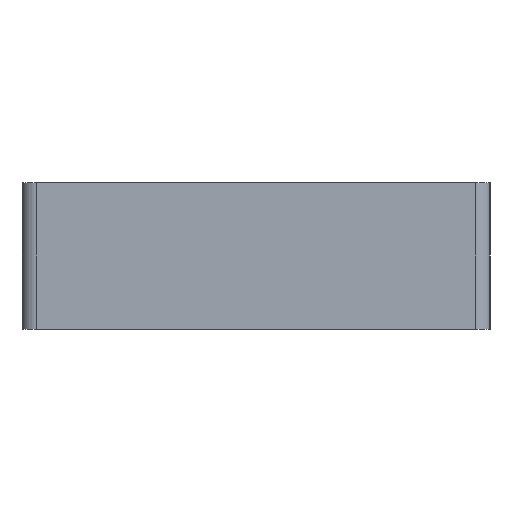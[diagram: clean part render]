
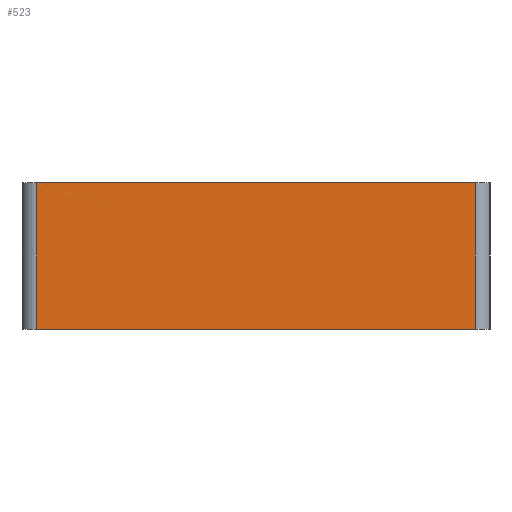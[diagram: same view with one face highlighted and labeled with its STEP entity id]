
A CAD part, left-side view. The second image highlights one B-rep face of the part: STEP entity #523.
In plain terms, the highlighted planar face has unit normal (-1, 0, 0).
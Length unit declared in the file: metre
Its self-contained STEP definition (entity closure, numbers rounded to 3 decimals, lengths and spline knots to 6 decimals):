
#17=PLANE('',#576);
#48=LINE('',#836,#100);
#49=LINE('',#840,#101);
#50=LINE('',#842,#102);
#51=LINE('',#844,#103);
#100=VECTOR('',#674,1.);
#101=VECTOR('',#679,1.);
#102=VECTOR('',#680,1.);
#103=VECTOR('',#681,1.);
#175=ORIENTED_EDGE('',*,*,#321,.F.);
#176=ORIENTED_EDGE('',*,*,#322,.F.);
#177=ORIENTED_EDGE('',*,*,#323,.T.);
#178=ORIENTED_EDGE('',*,*,#319,.T.);
#319=EDGE_CURVE('',#388,#387,#48,.T.);
#321=EDGE_CURVE('',#389,#387,#49,.T.);
#322=EDGE_CURVE('',#390,#389,#50,.T.);
#323=EDGE_CURVE('',#390,#388,#51,.T.);
#387=VERTEX_POINT('',#835);
#388=VERTEX_POINT('',#837);
#389=VERTEX_POINT('',#841);
#390=VERTEX_POINT('',#843);
#454=EDGE_LOOP('',(#175,#176,#177,#178));
#482=FACE_BOUND('',#454,.T.);
#523=ADVANCED_FACE('',(#482),#17,.T.);
#576=AXIS2_PLACEMENT_3D('',#839,#677,#678);
#674=DIRECTION('',(0.,0.,-1.));
#677=DIRECTION('',(-1.,0.,0.));
#678=DIRECTION('',(0.,0.,1.));
#679=DIRECTION('',(0.,1.,0.));
#680=DIRECTION('',(0.,0.,-1.));
#681=DIRECTION('',(0.,1.,0.));
#835=CARTESIAN_POINT('',(-0.024,0.0075,0.));
#836=CARTESIAN_POINT('',(-0.024,0.0075,0.005));
#837=CARTESIAN_POINT('',(-0.024,0.0075,0.005));
#839=CARTESIAN_POINT('',(-0.024,0.,0.005));
#840=CARTESIAN_POINT('',(-0.024,0.,0.));
#841=CARTESIAN_POINT('',(-0.024,-0.0075,0.));
#842=CARTESIAN_POINT('',(-0.024,-0.0075,0.005));
#843=CARTESIAN_POINT('',(-0.024,-0.0075,0.005));
#844=CARTESIAN_POINT('',(-0.024,0.,0.005));
